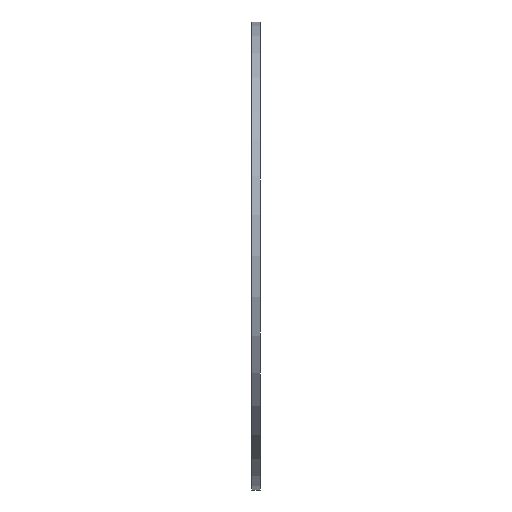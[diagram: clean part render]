
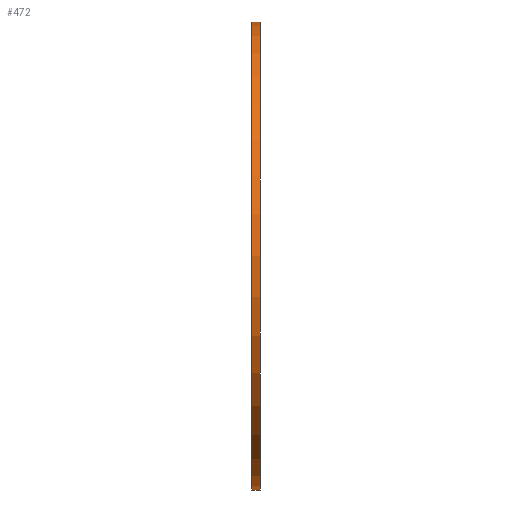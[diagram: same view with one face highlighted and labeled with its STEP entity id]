
A CAD part, front view. The second image highlights one B-rep face of the part: STEP entity #472.
In plain terms, the highlighted cylindrical face has radius 9.525 mm (diameter 19.05 mm), a partial arc.
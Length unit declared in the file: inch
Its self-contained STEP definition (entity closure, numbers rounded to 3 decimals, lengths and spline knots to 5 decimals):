
#6 = VERTEX_POINT ( 'NONE', #745 ) ;
#73 = EDGE_LOOP ( 'NONE', ( #442, #633, #623, #777 ) ) ;
#183 = VECTOR ( 'NONE', #917, 39.37008 ) ;
#210 = DIRECTION ( 'NONE',  ( 1., 0., 0. ) ) ;
#239 = DIRECTION ( 'NONE',  ( 1., 0., 0. ) ) ;
#273 = DIRECTION ( 'NONE',  ( 1., 0., 0. ) ) ;
#331 = DIRECTION ( 'NONE',  ( 1., 0., 0. ) ) ;
#339 = AXIS2_PLACEMENT_3D ( 'NONE', #837, #273, #343 ) ;
#343 = DIRECTION ( 'NONE',  ( 0., 0., -1. ) ) ;
#442 = ORIENTED_EDGE ( 'NONE', *, *, #490, .F. ) ;
#444 = VERTEX_POINT ( 'NONE', #597 ) ;
#449 = AXIS2_PLACEMENT_3D ( 'NONE', #970, #239, #887 ) ;
#472 = ADVANCED_FACE ( 'NONE', ( #696 ), #732, .T. ) ;
#478 = CARTESIAN_POINT ( 'NONE',  ( 0.014, 0., 0.375 ) ) ;
#490 = EDGE_CURVE ( 'NONE', #444, #912, #523, .T. ) ;
#495 = VECTOR ( 'NONE', #331, 39.37008 ) ;
#508 = CIRCLE ( 'NONE', #1044, 0.375 ) ;
#523 = LINE ( 'NONE', #686, #183 ) ;
#534 = DIRECTION ( 'NONE',  ( 0., 0., -1. ) ) ;
#597 = CARTESIAN_POINT ( 'NONE',  ( 0., 0., 0.375 ) ) ;
#623 = ORIENTED_EDGE ( 'NONE', *, *, #947, .T. ) ;
#633 = ORIENTED_EDGE ( 'NONE', *, *, #961, .T. ) ;
#641 = EDGE_CURVE ( 'NONE', #912, #6, #508, .T. ) ;
#686 = CARTESIAN_POINT ( 'NONE',  ( 0., 0., 0.375 ) ) ;
#696 = FACE_OUTER_BOUND ( 'NONE', #73, .T. ) ;
#729 = CARTESIAN_POINT ( 'NONE',  ( 0., 0., -0.375 ) ) ;
#732 = CYLINDRICAL_SURFACE ( 'NONE', #339, 0.375 ) ;
#745 = CARTESIAN_POINT ( 'NONE',  ( 0.014, 0., -0.375 ) ) ;
#777 = ORIENTED_EDGE ( 'NONE', *, *, #641, .F. ) ;
#783 = CARTESIAN_POINT ( 'NONE',  ( 0.014, 0., 0. ) ) ;
#837 = CARTESIAN_POINT ( 'NONE',  ( 0., 0., 0. ) ) ;
#852 = VERTEX_POINT ( 'NONE', #945 ) ;
#857 = CIRCLE ( 'NONE', #449, 0.375 ) ;
#887 = DIRECTION ( 'NONE',  ( 0., 0., -1. ) ) ;
#900 = LINE ( 'NONE', #729, #495 ) ;
#912 = VERTEX_POINT ( 'NONE', #478 ) ;
#917 = DIRECTION ( 'NONE',  ( 1., 0., 0. ) ) ;
#945 = CARTESIAN_POINT ( 'NONE',  ( 0., 0., -0.375 ) ) ;
#947 = EDGE_CURVE ( 'NONE', #852, #6, #900, .T. ) ;
#961 = EDGE_CURVE ( 'NONE', #444, #852, #857, .T. ) ;
#970 = CARTESIAN_POINT ( 'NONE',  ( 0., 0., 0. ) ) ;
#1044 = AXIS2_PLACEMENT_3D ( 'NONE', #783, #210, #534 ) ;
